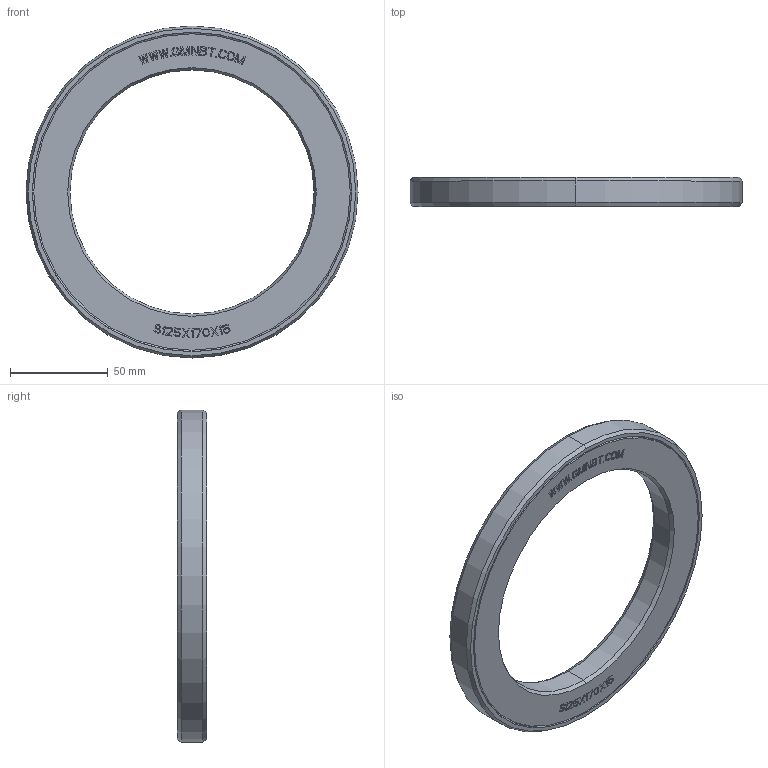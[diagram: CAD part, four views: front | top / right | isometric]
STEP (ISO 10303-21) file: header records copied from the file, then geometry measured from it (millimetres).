
FILE_DESCRIPTION((''),'2;1');
FILE_NAME('S125X170X15_PRT','2014-11-17T',('sales 4'),(''),'PRO/ENGINEER BY PARAMETRIC TECHNOLOGY CORPORATION, 2013150','PRO/ENGINEER BY PARAMETRIC TECHNOLOGY CORPORATION, 2013150','');
FILE_SCHEMA(('AUTOMOTIVE_DESIGN { 1 0 10303 214 1 1 1 1 }'));
Length unit declared in the file: millimetre
Products named in the file (1): S125X170X15_PRT
Bounding box: 170 x 15.07 x 170 mm (x, y, z)
Volume: 148308.9 mm3; surface area: 59774.1 mm2
Topology: 2 solids, 2 shells, 644 faces, 1748 edges, 1136 vertices
Faces by surface type: plane 548, cone 44, torus 40, cylinder 12
Entity records: 25851 total; most frequent: CARTESIAN_POINT 3530, ORIENTED_EDGE 3496, DIRECTION 3180, PRESENTATION_STYLE_ASSIGNMENT 1817, STYLED_ITEM 1750, CURVE_STYLE 1748, EDGE_CURVE 1748, VECTOR 1604
